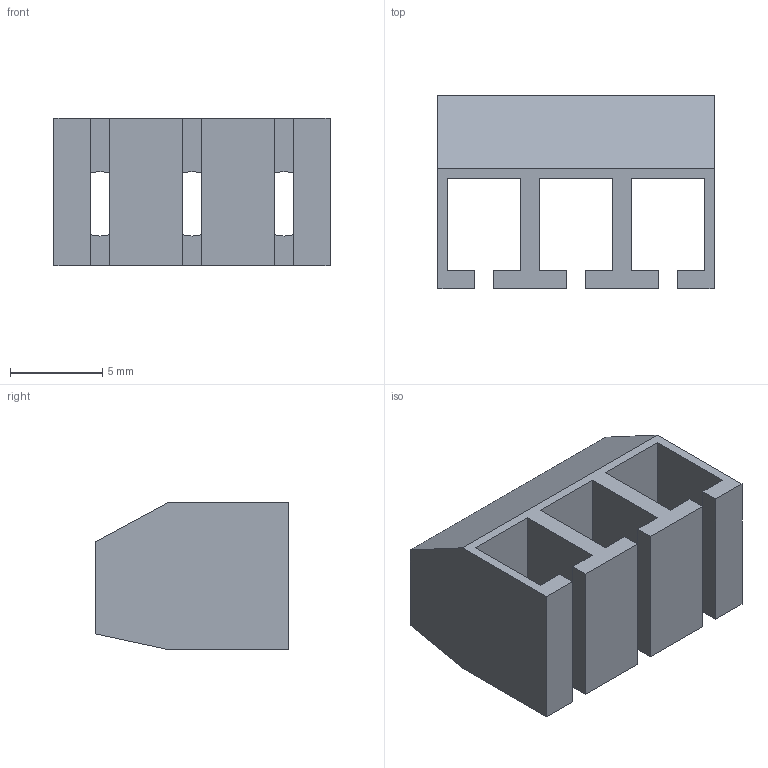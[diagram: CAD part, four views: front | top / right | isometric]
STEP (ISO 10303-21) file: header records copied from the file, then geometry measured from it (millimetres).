
FILE_DESCRIPTION (( 'STEP AP214' ), '1' );
FILE_NAME ('Clamp Body.STEP', '2023-02-25T15:48:50', ( '' ), ( '' ), 'SwSTEP 2.0', 'SolidWorks 2023', '' );
FILE_SCHEMA (( 'AUTOMOTIVE_DESIGN' ));
Length unit declared in the file: millimetre
Products named in the file (1): Clamp Body_Varsayılan
Bounding box: 15 x 10.5 x 8 mm (x, y, z)
Volume: 535.8 mm3; surface area: 1075.5 mm2
Topology: 1 solids, 1 shells, 48 faces, 132 edges, 88 vertices
Faces by surface type: plane 42, cylinder 6
Entity records: 1543 total; most frequent: CARTESIAN_POINT 269, ORIENTED_EDGE 264, DIRECTION 242, EDGE_CURVE 132, LINE 120, VECTOR 120, VERTEX_POINT 88, AXIS2_PLACEMENT_3D 61
